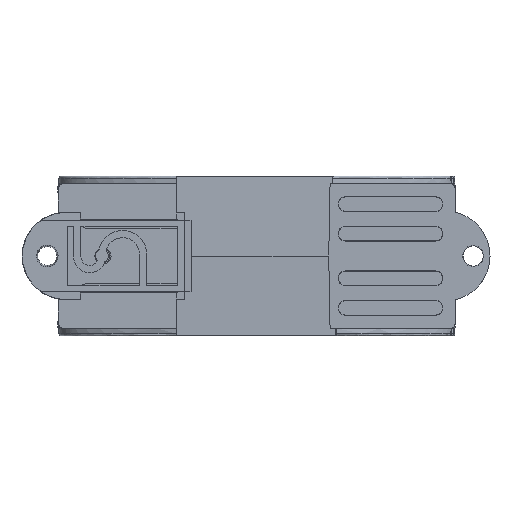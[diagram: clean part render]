
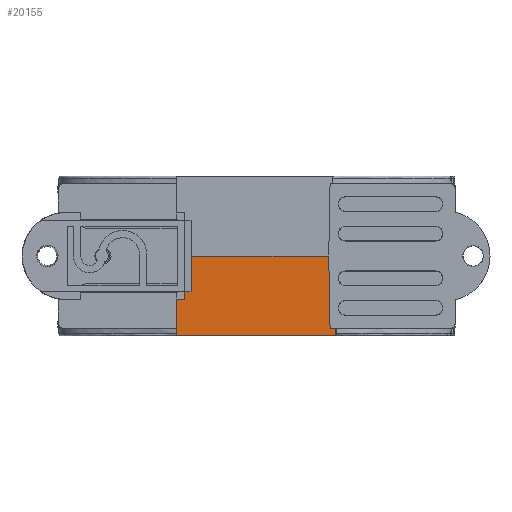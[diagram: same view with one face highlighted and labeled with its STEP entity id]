
A CAD part, front view. The second image highlights one B-rep face of the part: STEP entity #20155.
In plain terms, the highlighted planar face has unit normal (0, -1, -0.018).
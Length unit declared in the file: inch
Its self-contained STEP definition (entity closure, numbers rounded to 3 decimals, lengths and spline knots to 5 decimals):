
#1446 = CARTESIAN_POINT ( 'NONE',  ( -2.03247, 0.17293, -0.24921 ) ) ;
#2151 = CARTESIAN_POINT ( 'NONE',  ( -2.03495, 0.17541, -0.39144 ) ) ;
#2308 = VERTEX_POINT ( 'NONE', #31697 ) ;
#2452 = LINE ( 'NONE', #11430, #32162 ) ;
#3756 = EDGE_CURVE ( 'NONE', #18200, #11523, #5707, .T. ) ;
#3882 = CARTESIAN_POINT ( 'NONE',  ( -2.04064, 0.1811, -0.7173 ) ) ;
#4072 = LINE ( 'NONE', #3882, #20497 ) ;
#5528 = CARTESIAN_POINT ( 'NONE',  ( -2.04064, 0.16858, 0. ) ) ;
#5707 = LINE ( 'NONE', #5528, #11441 ) ;
#7077 = DIRECTION ( 'NONE',  ( 0., 1., 0.017 ) ) ;
#7202 = VERTEX_POINT ( 'NONE', #24285 ) ;
#7644 = LINE ( 'NONE', #31216, #36854 ) ;
#8069 = DIRECTION ( 'NONE',  ( 0.017, 0.017, -1. ) ) ;
#8265 = VECTOR ( 'NONE', #8069, 39.37008 ) ;
#10088 = EDGE_CURVE ( 'NONE', #20740, #23917, #2452, .T. ) ;
#11359 = EDGE_LOOP ( 'NONE', ( #16809, #31574, #16432, #20911, #34173, #21360, #36442, #32819 ) ) ;
#11430 = CARTESIAN_POINT ( 'NONE',  ( -2.04064, 0.1811, -0.7173 ) ) ;
#11441 = VECTOR ( 'NONE', #16947, 39.37008 ) ;
#11523 = VERTEX_POINT ( 'NONE', #22388 ) ;
#11576 = DIRECTION ( 'NONE',  ( 0.017, -0.017, 1. ) ) ;
#12858 = DIRECTION ( 'NONE',  ( 0.017, -0.017, 1. ) ) ;
#13881 = CARTESIAN_POINT ( 'NONE',  ( -0.62174, 0.16858, 0. ) ) ;
#14209 = PLANE ( 'NONE',  #17091 ) ;
#16185 = DIRECTION ( 'NONE',  ( 0., -0.017, 1. ) ) ;
#16432 = ORIENTED_EDGE ( 'NONE', *, *, #23827, .F. ) ;
#16625 = CARTESIAN_POINT ( 'NONE',  ( -2.04064, 0.1811, -0.7173 ) ) ;
#16807 = DIRECTION ( 'NONE',  ( 0., -0.017, 1. ) ) ;
#16809 = ORIENTED_EDGE ( 'NONE', *, *, #27924, .F. ) ;
#16947 = DIRECTION ( 'NONE',  ( -1., 0., 0. ) ) ;
#16982 = CARTESIAN_POINT ( 'NONE',  ( -2.03495, 0.17541, -0.39132 ) ) ;
#17091 = AXIS2_PLACEMENT_3D ( 'NONE', #17368, #7077, #32516 ) ;
#17368 = CARTESIAN_POINT ( 'NONE',  ( -2.04064, 0.1811, -0.7173 ) ) ;
#17884 = CARTESIAN_POINT ( 'NONE',  ( -0.60986, 0.1811, -0.7173 ) ) ;
#18200 = VERTEX_POINT ( 'NONE', #19667 ) ;
#19667 = CARTESIAN_POINT ( 'NONE',  ( -0.62174, 0.16858, 0. ) ) ;
#20155 = ADVANCED_FACE ( 'NONE', ( #31605 ), #14209, .F. ) ;
#20388 = EDGE_CURVE ( 'NONE', #34051, #7202, #30251, .T. ) ;
#20497 = VECTOR ( 'NONE', #12858, 39.37008 ) ;
#20740 = VERTEX_POINT ( 'NONE', #17884 ) ;
#20911 = ORIENTED_EDGE ( 'NONE', *, *, #20388, .F. ) ;
#21337 = VECTOR ( 'NONE', #16185, 39.37008 ) ;
#21360 = ORIENTED_EDGE ( 'NONE', *, *, #21993, .F. ) ;
#21993 = EDGE_CURVE ( 'NONE', #2308, #23716, #24418, .T. ) ;
#22388 = CARTESIAN_POINT ( 'NONE',  ( -2.02828, 0.16858, 0. ) ) ;
#23011 = LINE ( 'NONE', #13881, #8265 ) ;
#23716 = VERTEX_POINT ( 'NONE', #16982 ) ;
#23827 = EDGE_CURVE ( 'NONE', #7202, #11523, #7644, .T. ) ;
#23917 = VERTEX_POINT ( 'NONE', #16625 ) ;
#24285 = CARTESIAN_POINT ( 'NONE',  ( -2.02828, 0.16874, -0.00945 ) ) ;
#24418 = LINE ( 'NONE', #2151, #21337 ) ;
#27924 = EDGE_CURVE ( 'NONE', #18200, #20740, #23011, .T. ) ;
#28649 = EDGE_CURVE ( 'NONE', #23716, #34051, #31768, .T. ) ;
#28780 = CARTESIAN_POINT ( 'NONE',  ( -2.03495, 0.17541, -0.39132 ) ) ;
#30251 = LINE ( 'NONE', #1446, #34453 ) ;
#31216 = CARTESIAN_POINT ( 'NONE',  ( -2.02828, 0.1811, -0.7173 ) ) ;
#31574 = ORIENTED_EDGE ( 'NONE', *, *, #3756, .T. ) ;
#31577 = VECTOR ( 'NONE', #11576, 39.37008 ) ;
#31605 = FACE_OUTER_BOUND ( 'NONE', #11359, .T. ) ;
#31632 = DIRECTION ( 'NONE',  ( -1., 0., 0. ) ) ;
#31697 = CARTESIAN_POINT ( 'NONE',  ( -2.03495, 0.17541, -0.39144 ) ) ;
#31768 = LINE ( 'NONE', #28780, #31577 ) ;
#32162 = VECTOR ( 'NONE', #31632, 39.37008 ) ;
#32516 = DIRECTION ( 'NONE',  ( 0., -0.017, 1. ) ) ;
#32819 = ORIENTED_EDGE ( 'NONE', *, *, #10088, .F. ) ;
#33023 = CARTESIAN_POINT ( 'NONE',  ( -2.03247, 0.17293, -0.24921 ) ) ;
#33449 = EDGE_CURVE ( 'NONE', #23917, #2308, #4072, .T. ) ;
#34051 = VERTEX_POINT ( 'NONE', #33023 ) ;
#34173 = ORIENTED_EDGE ( 'NONE', *, *, #28649, .F. ) ;
#34453 = VECTOR ( 'NONE', #36246, 39.37008 ) ;
#36246 = DIRECTION ( 'NONE',  ( 0.017, -0.017, 1. ) ) ;
#36442 = ORIENTED_EDGE ( 'NONE', *, *, #33449, .F. ) ;
#36854 = VECTOR ( 'NONE', #16807, 39.37008 ) ;
